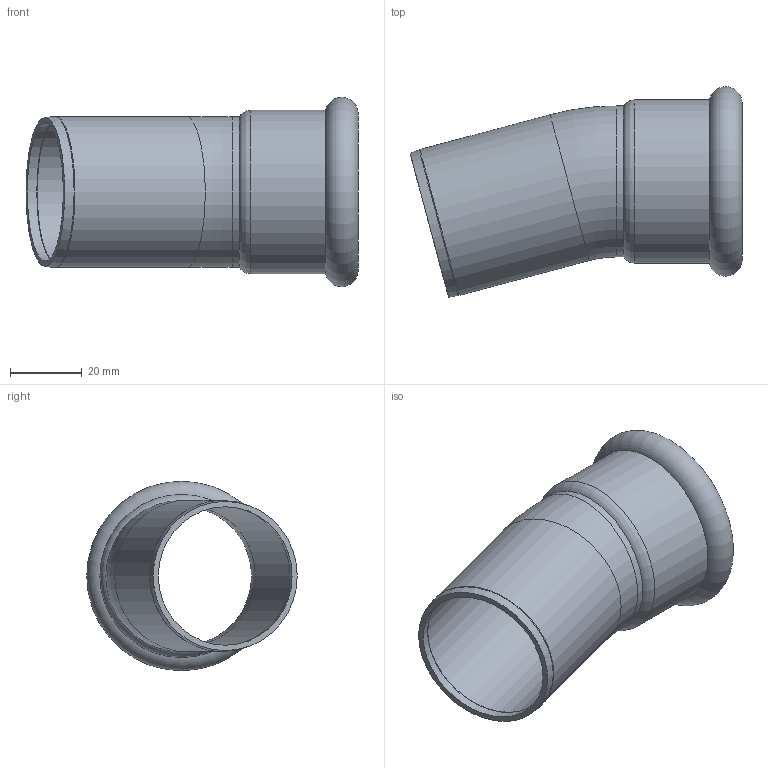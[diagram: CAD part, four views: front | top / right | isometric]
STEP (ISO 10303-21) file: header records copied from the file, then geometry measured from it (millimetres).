
FILE_DESCRIPTION(/* description */ ('Curva 15° MF De42'),/* implementation_level */ '2;1');
FILE_NAME(/* name */ '181042151_Inoxpres.stp',/* time_stamp */ '2022-10-10T16:03:09+02:00',/* author */ ('Vault'),/* organization */ ('Raccorderie metalliche s.p.a. '),/* preprocessor_version */ 'ST-DEVELOPER v18.1',/* originating_system */ 'Autodesk Inventor 2020',/* authorisation */ 'Raccorderie metalliche s.p.a. ');
FILE_SCHEMA (('AUTOMOTIVE_DESIGN { 1 0 10303 214 3 1 1 }'));
Length unit declared in the file: millimetre
Products named in the file (1): 181042151_Inoxpres
Bounding box: 92.35 x 58.56 x 52.7 mm (x, y, z)
Volume: 21119.8 mm3; surface area: 24397.5 mm2
Topology: 1 solids, 1 shells, 21 faces, 76 edges, 56 vertices
Faces by surface type: torus 9, cylinder 8, cone 3, plane 1
Full cylindrical faces by diameter (mm): 39 x2, 42 x2, 42.4 x1, 42.7 x2, 45.4 x1
Entity records: 928 total; most frequent: DIRECTION 185, CARTESIAN_POINT 154, ORIENTED_EDGE 152, AXIS2_PLACEMENT_3D 87, EDGE_CURVE 76, CIRCLE 65, VERTEX_POINT 56, EDGE_LOOP 22
